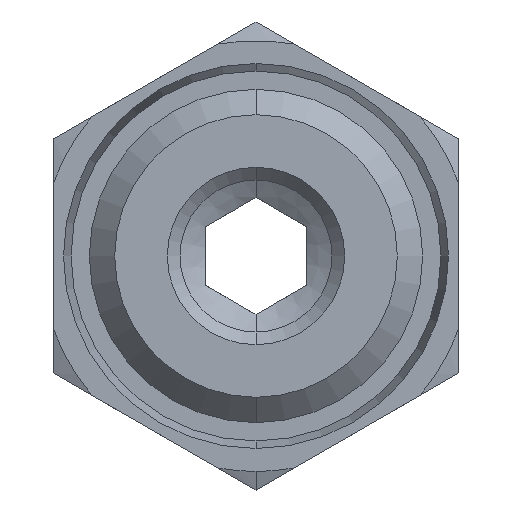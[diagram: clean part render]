
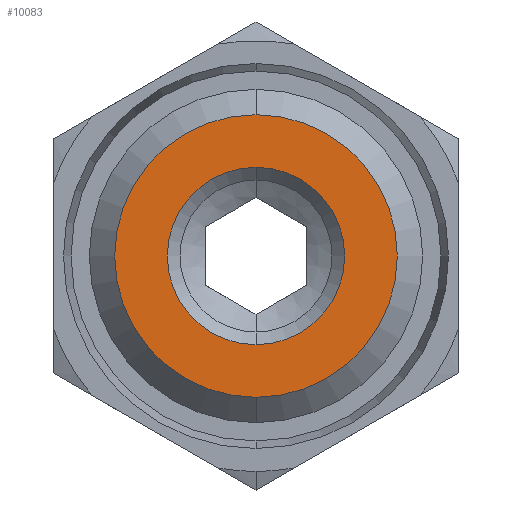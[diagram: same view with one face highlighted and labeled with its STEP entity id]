
A CAD part, left-side view. The second image highlights one B-rep face of the part: STEP entity #10083.
In plain terms, the highlighted planar face has unit normal (-1, 0, 0).
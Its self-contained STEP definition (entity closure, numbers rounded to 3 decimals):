
#189 = VERTEX_POINT ( 'NONE', #4092 ) ;
#394 = CARTESIAN_POINT ( 'NONE',  ( -6.25, 0., 3.386 ) ) ;
#448 = FACE_OUTER_BOUND ( 'NONE', #6219, .T. ) ;
#464 = ORIENTED_EDGE ( 'NONE', *, *, #8584, .T. ) ;
#1061 = DIRECTION ( 'NONE',  ( 0., 0., -1. ) ) ;
#1402 = AXIS2_PLACEMENT_3D ( 'NONE', #5430, #8617, #10342 ) ;
#1873 = CARTESIAN_POINT ( 'NONE',  ( -6.25, 0., -3.614 ) ) ;
#1912 = DIRECTION ( 'NONE',  ( -1., 0., 0. ) ) ;
#2282 = DIRECTION ( 'NONE',  ( 0., 0., 1. ) ) ;
#2310 = CARTESIAN_POINT ( 'NONE',  ( -6.25, 0., -0.114 ) ) ;
#2910 = CARTESIAN_POINT ( 'NONE',  ( -6.25, 0., -0.114 ) ) ;
#3329 = AXIS2_PLACEMENT_3D ( 'NONE', #2310, #8951, #3939 ) ;
#3517 = CARTESIAN_POINT ( 'NONE',  ( -6.25, 0., -0.114 ) ) ;
#3732 = AXIS2_PLACEMENT_3D ( 'NONE', #8769, #5582, #2282 ) ;
#3842 = PLANE ( 'NONE',  #3732 ) ;
#3918 = VERTEX_POINT ( 'NONE', #1873 ) ;
#3939 = DIRECTION ( 'NONE',  ( 0., 0., -1. ) ) ;
#4092 = CARTESIAN_POINT ( 'NONE',  ( -6.25, 0., -5.693 ) ) ;
#4139 = CIRCLE ( 'NONE', #8392, 5.579 ) ;
#4223 = ORIENTED_EDGE ( 'NONE', *, *, #8709, .T. ) ;
#4271 = ORIENTED_EDGE ( 'NONE', *, *, #5516, .T. ) ;
#4452 = DIRECTION ( 'NONE',  ( 0., 0., 1. ) ) ;
#4543 = FACE_BOUND ( 'NONE', #8374, .T. ) ;
#5430 = CARTESIAN_POINT ( 'NONE',  ( -6.25, 0., -0.114 ) ) ;
#5516 = EDGE_CURVE ( 'NONE', #10338, #189, #4139, .T. ) ;
#5582 = DIRECTION ( 'NONE',  ( -1., 0., 0. ) ) ;
#6219 = EDGE_LOOP ( 'NONE', ( #4223, #4271 ) ) ;
#7620 = EDGE_CURVE ( 'NONE', #3918, #10632, #9931, .T. ) ;
#8325 = CIRCLE ( 'NONE', #3329, 5.579 ) ;
#8366 = CARTESIAN_POINT ( 'NONE',  ( -6.25, 0., 5.465 ) ) ;
#8374 = EDGE_LOOP ( 'NONE', ( #464, #9920 ) ) ;
#8392 = AXIS2_PLACEMENT_3D ( 'NONE', #3517, #1912, #1061 ) ;
#8584 = EDGE_CURVE ( 'NONE', #10632, #3918, #9905, .T. ) ;
#8617 = DIRECTION ( 'NONE',  ( 1., 0., 0. ) ) ;
#8709 = EDGE_CURVE ( 'NONE', #189, #10338, #8325, .T. ) ;
#8769 = CARTESIAN_POINT ( 'NONE',  ( -6.25, 0., 2.318 ) ) ;
#8951 = DIRECTION ( 'NONE',  ( -1., 0., 0. ) ) ;
#9518 = DIRECTION ( 'NONE',  ( 1., 0., 0. ) ) ;
#9767 = AXIS2_PLACEMENT_3D ( 'NONE', #2910, #9518, #4452 ) ;
#9905 = CIRCLE ( 'NONE', #1402, 3.5 ) ;
#9920 = ORIENTED_EDGE ( 'NONE', *, *, #7620, .T. ) ;
#9931 = CIRCLE ( 'NONE', #9767, 3.5 ) ;
#10083 = ADVANCED_FACE ( 'NONE', ( #4543, #448 ), #3842, .T. ) ;
#10338 = VERTEX_POINT ( 'NONE', #8366 ) ;
#10342 = DIRECTION ( 'NONE',  ( 0., 0., 1. ) ) ;
#10632 = VERTEX_POINT ( 'NONE', #394 ) ;
